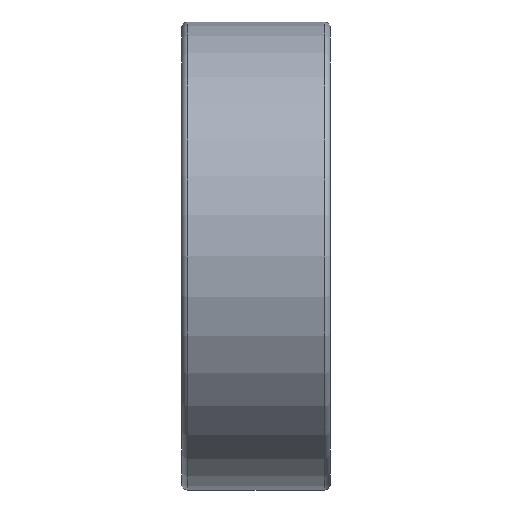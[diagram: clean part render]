
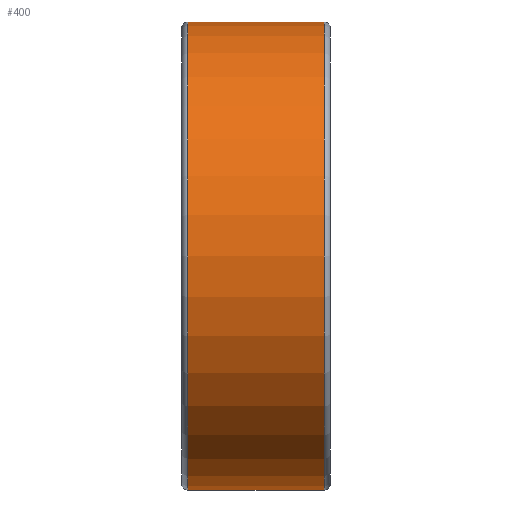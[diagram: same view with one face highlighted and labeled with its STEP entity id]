
A CAD part, front view. The second image highlights one B-rep face of the part: STEP entity #400.
In plain terms, the highlighted cylindrical face has radius 11 mm (diameter 22 mm), a full revolution.
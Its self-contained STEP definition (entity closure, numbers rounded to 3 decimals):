
#354 = VERTEX_POINT('',#355);
#355 = CARTESIAN_POINT('',(-3.2,11.,0.));
#364 = EDGE_CURVE('',#354,#354,#365,.T.);
#365 = CIRCLE('',#366,11.);
#366 = AXIS2_PLACEMENT_3D('',#367,#368,#369);
#367 = CARTESIAN_POINT('',(-3.2,0.,0.));
#368 = DIRECTION('',(1.,0.,0.));
#369 = DIRECTION('',(-0.,1.,0.));
#400 = ADVANCED_FACE('',(#401),#420,.T.);
#401 = FACE_BOUND('',#402,.T.);
#402 = EDGE_LOOP('',(#403,#411,#412,#413));
#403 = ORIENTED_EDGE('',*,*,#404,.F.);
#404 = EDGE_CURVE('',#354,#405,#407,.T.);
#405 = VERTEX_POINT('',#406);
#406 = CARTESIAN_POINT('',(3.2,11.,0.));
#407 = LINE('',#408,#409);
#408 = CARTESIAN_POINT('',(-3.5,11.,0.));
#409 = VECTOR('',#410,1.);
#410 = DIRECTION('',(1.,0.,0.));
#411 = ORIENTED_EDGE('',*,*,#364,.T.);
#412 = ORIENTED_EDGE('',*,*,#404,.T.);
#413 = ORIENTED_EDGE('',*,*,#414,.F.);
#414 = EDGE_CURVE('',#405,#405,#415,.T.);
#415 = CIRCLE('',#416,11.);
#416 = AXIS2_PLACEMENT_3D('',#417,#418,#419);
#417 = CARTESIAN_POINT('',(3.2,0.,0.));
#418 = DIRECTION('',(1.,0.,0.));
#419 = DIRECTION('',(-0.,1.,0.));
#420 = CYLINDRICAL_SURFACE('',#421,11.);
#421 = AXIS2_PLACEMENT_3D('',#422,#423,#424);
#422 = CARTESIAN_POINT('',(-3.5,0.,0.));
#423 = DIRECTION('',(1.,0.,0.));
#424 = DIRECTION('',(0.,1.,0.));
